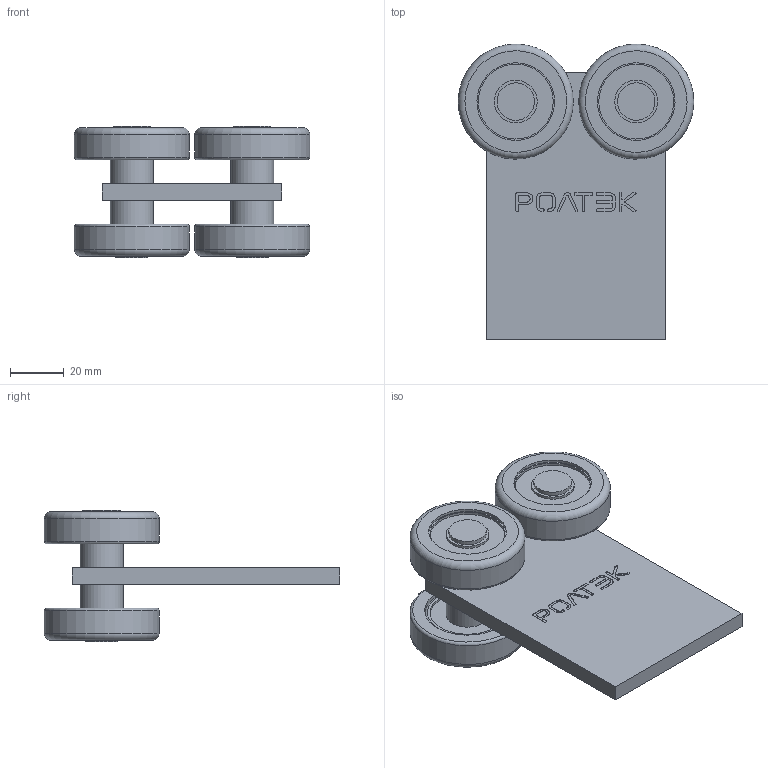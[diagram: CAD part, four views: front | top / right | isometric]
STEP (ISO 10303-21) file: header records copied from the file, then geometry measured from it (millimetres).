
FILE_DESCRIPTION(('STEP AP203'), '1');
FILE_NAME('212.RC55 Òåëåæêà RC55 óíèâåðñàëüíàÿ', '', ('UNSPECIFIED'), ('UNSPECIFIED'), 'ASCON STEP Converter 1.3', 'ASCON Math Kernel', '');
FILE_SCHEMA(('CONFIG_CONTROL_DESIGN'));
Length unit declared in the file: millimetre
Products named in the file (1): 212.RC55
Bounding box: 87.99 x 110.49 x 49 mm (x, y, z)
Volume: 108547.1 mm3; surface area: 35993.2 mm2
Topology: 1 solids, 1 shells, 211 faces, 494 edges, 326 vertices
Faces by surface type: plane 104, cylinder 89, torus 14, cone 4
Full cylindrical faces by diameter (mm): 12 x2, 14 x2, 16 x8, 28 x8, 29 x4, 32 x4, 43 x4
Entity records: 7574 total; most frequent: DIRECTION 1072, CARTESIAN_POINT 982, ORIENTED_EDGE 888, EDGE_CURVE 444, AXIS2_PLACEMENT_3D 416, VERTEX_POINT 326, EDGE_LOOP 302, LINE 240
